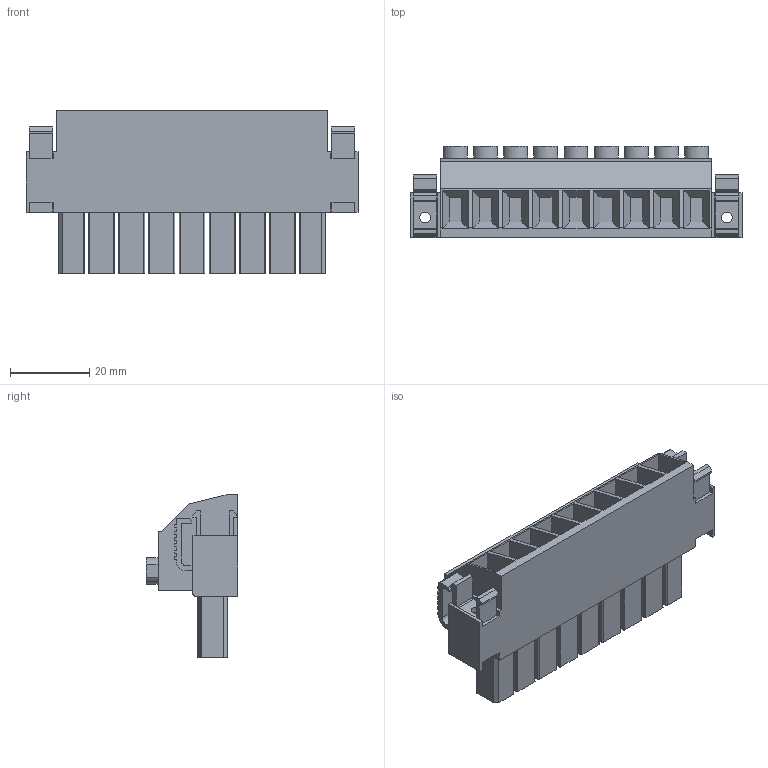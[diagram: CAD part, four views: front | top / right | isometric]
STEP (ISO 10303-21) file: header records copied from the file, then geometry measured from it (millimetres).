
FILE_DESCRIPTION(('CATIA V5 STEP','CAx-IF Rec.Pracs.--- Model Styling and Organization---1.2---2011-12-15'),'2;1');
FILE_NAME ('D1459351_0_1930120000_1930120000.stp','2018-09-06T03:32:32+00:00',('none'),('Weidmueller'),'CATIA Version 5-6 Release 2014','CATIA V5 STEP AP214','none');
FILE_SCHEMA(('AUTOMOTIVE_DESIGN { 1 0 10303 214 1 1 1 1 }'));
Length unit declared in the file: millimetre
Products named in the file (1): 1930120000
Bounding box: 83.82 x 23.1 x 41.15 mm (x, y, z)
Volume: 34086.5 mm3; surface area: 18245.3 mm2
Topology: 3 solids, 3 shells, 664 faces, 1810 edges, 1186 vertices
Faces by surface type: plane 487, cylinder 177
Entity records: 18964 total; most frequent: ORIENTED_EDGE 3620, CARTESIAN_POINT 3462, DIRECTION 2479, EDGE_CURVE 1810, VECTOR 1361, LINE 1361, VERTEX_POINT 1186, AXIS2_PLACEMENT_3D 743
